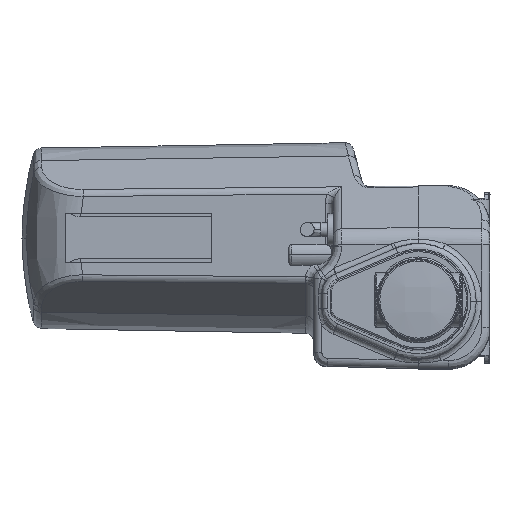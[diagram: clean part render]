
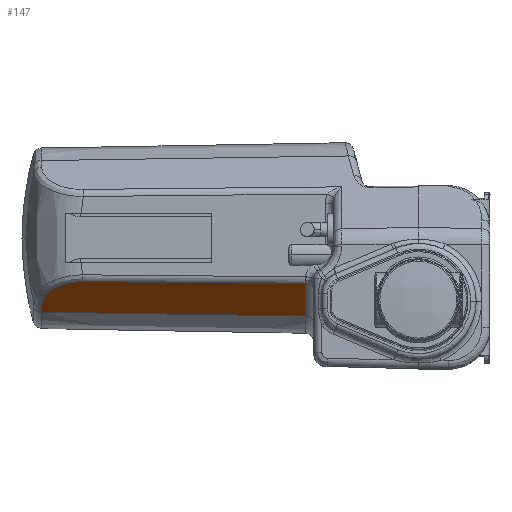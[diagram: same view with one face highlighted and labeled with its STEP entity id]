
A CAD part, top view. The second image highlights one B-rep face of the part: STEP entity #147.
In plain terms, the highlighted planar face has unit normal (-0.018, -0.819, 0.574).
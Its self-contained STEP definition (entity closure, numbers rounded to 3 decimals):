
#147 = ADVANCED_FACE ( 'NONE', ( #21943 ), #13235, .T. ) ;
#1198 = DIRECTION ( 'NONE',  ( -1., 0.014, -0.01 ) ) ;
#1250 = CARTESIAN_POINT ( 'NONE',  ( 0., -5.824, 58.704 ) ) ;
#4701 = B_SPLINE_CURVE_WITH_KNOTS ( 'NONE', 3,
 ( #15297, #15292, #15325, #15288, #15326, #15327, #15330, #15332, #15333, #15334, #15335, #15276, #15278, #15280, #15282, #15283, #15286, #15289, #15290, #15291, #15293, #15294, #15389, #15367, #15359, #15374, #15379, #15363, #15354, #15396, #15380, #15344, #15360, #15345, #15337, #15378, #15348, #15390, #15362, #15368, #15394, #15387, #15353, #15355, #15346, #15339, #15371, #15375, #15369, #15388 ),
 .UNSPECIFIED., .F., .F.,
 ( 4, 1, 2, 2, 1, 1, 2, 2, 1, 1, 1, 2, 2, 1, 1, 1, 2, 2, 1, 1, 1, 2, 2, 1, 1, 1, 2, 2, 1, 1, 1, 2, 2, 4 ),
 ( 0., 0.062, 0.094, 0.125, 0.187, 0.219, 0.234, 0.25, 0.312, 0.344, 0.359, 0.367, 0.375, 0.437, 0.469, 0.484, 0.492, 0.5, 0.562, 0.594, 0.609, 0.617, 0.625, 0.687, 0.719, 0.734, 0.742, 0.75, 0.812, 0.844, 0.859, 0.867, 0.875, 1. ),
 .UNSPECIFIED. ) ;
#10452 = EDGE_CURVE ( 'NONE', #26708, #26772, #23507, .T. ) ;
#13235 = PLANE ( 'NONE',  #25999 ) ;
#13262 = CARTESIAN_POINT ( 'NONE',  ( 0., 7., 77. ) ) ;
#13278 = DIRECTION ( 'NONE',  ( 0., -0.574, -0.819 ) ) ;
#13280 = DIRECTION ( 'NONE',  ( -0.017, -0.819, 0.574 ) ) ;
#15053 = CARTESIAN_POINT ( 'NONE',  ( -136.805, -2.201, 59.713 ) ) ;
#15060 = CARTESIAN_POINT ( 'NONE',  ( -40.948, 6.476, 75.007 ) ) ;
#15124 = CARTESIAN_POINT ( 'NONE',  ( -136.846, -3.312, 58.126 ) ) ;
#15125 = CARTESIAN_POINT ( 'NONE',  ( -136.846, -3.868, 57.333 ) ) ;
#15135 = CARTESIAN_POINT ( 'NONE',  ( -136.832, -2.756, 58.92 ) ) ;
#15147 = DIRECTION ( 'NONE',  ( -1., 0.009, -0.017 ) ) ;
#15276 = CARTESIAN_POINT ( 'NONE',  ( -127.754, 6.513, 72.419 ) ) ;
#15278 = CARTESIAN_POINT ( 'NONE',  ( -128.331, 6.358, 72.181 ) ) ;
#15280 = CARTESIAN_POINT ( 'NONE',  ( -129.004, 6.15, 71.865 ) ) ;
#15282 = CARTESIAN_POINT ( 'NONE',  ( -129.755, 5.87, 71.442 ) ) ;
#15283 = CARTESIAN_POINT ( 'NONE',  ( -130.122, 5.72, 71.217 ) ) ;
#15286 = CARTESIAN_POINT ( 'NONE',  ( -130.277, 5.654, 71.118 ) ) ;
#15288 = CARTESIAN_POINT ( 'NONE',  ( -123.932, 7.144, 73.436 ) ) ;
#15289 = CARTESIAN_POINT ( 'NONE',  ( -130.38, 5.609, 71.051 ) ) ;
#15290 = CARTESIAN_POINT ( 'NONE',  ( -130.433, 5.586, 71.017 ) ) ;
#15291 = CARTESIAN_POINT ( 'NONE',  ( -130.884, 5.386, 70.717 ) ) ;
#15292 = CARTESIAN_POINT ( 'NONE',  ( -122.39, 7.216, 73.586 ) ) ;
#15293 = CARTESIAN_POINT ( 'NONE',  ( -131.461, 5.1, 70.291 ) ) ;
#15294 = CARTESIAN_POINT ( 'NONE',  ( -132.092, 4.734, 69.75 ) ) ;
#15297 = CARTESIAN_POINT ( 'NONE',  ( -121.867, 7.211, 73.595 ) ) ;
#15325 = CARTESIAN_POINT ( 'NONE',  ( -123.167, 7.198, 73.537 ) ) ;
#15326 = CARTESIAN_POINT ( 'NONE',  ( -124.439, 7.099, 73.358 ) ) ;
#15327 = CARTESIAN_POINT ( 'NONE',  ( -124.69, 7.073, 73.313 ) ) ;
#15330 = CARTESIAN_POINT ( 'NONE',  ( -125.449, 6.981, 73.159 ) ) ;
#15332 = CARTESIAN_POINT ( 'NONE',  ( -126.195, 6.865, 72.97 ) ) ;
#15333 = CARTESIAN_POINT ( 'NONE',  ( -127.04, 6.688, 72.691 ) ) ;
#15334 = CARTESIAN_POINT ( 'NONE',  ( -127.397, 6.602, 72.558 ) ) ;
#15335 = CARTESIAN_POINT ( 'NONE',  ( -127.634, 6.543, 72.467 ) ) ;
#15337 = CARTESIAN_POINT ( 'NONE',  ( -135.038, 2.251, 66.118 ) ) ;
#15339 = CARTESIAN_POINT ( 'NONE',  ( -136.467, -0.357, 62.354 ) ) ;
#15344 = CARTESIAN_POINT ( 'NONE',  ( -134.383, 2.96, 67.149 ) ) ;
#15345 = CARTESIAN_POINT ( 'NONE',  ( -134.695, 2.641, 66.686 ) ) ;
#15346 = CARTESIAN_POINT ( 'NONE',  ( -136.443, -0.283, 62.461 ) ) ;
#15348 = CARTESIAN_POINT ( 'NONE',  ( -135.553, 1.533, 65.078 ) ) ;
#15353 = CARTESIAN_POINT ( 'NONE',  ( -136.312, 0.084, 62.988 ) ) ;
#15354 = CARTESIAN_POINT ( 'NONE',  ( -133.984, 3.344, 67.709 ) ) ;
#15355 = CARTESIAN_POINT ( 'NONE',  ( -136.405, -0.172, 62.619 ) ) ;
#15359 = CARTESIAN_POINT ( 'NONE',  ( -132.611, 4.402, 69.261 ) ) ;
#15360 = CARTESIAN_POINT ( 'NONE',  ( -134.417, 2.926, 67.1 ) ) ;
#15362 = CARTESIAN_POINT ( 'NONE',  ( -135.665, 1.358, 64.825 ) ) ;
#15363 = CARTESIAN_POINT ( 'NONE',  ( -133.489, 3.776, 68.341 ) ) ;
#15367 = CARTESIAN_POINT ( 'NONE',  ( -132.526, 4.459, 69.344 ) ) ;
#15368 = CARTESIAN_POINT ( 'NONE',  ( -135.687, 1.322, 64.773 ) ) ;
#15369 = CARTESIAN_POINT ( 'NONE',  ( -136.775, -1.598, 60.574 ) ) ;
#15371 = CARTESIAN_POINT ( 'NONE',  ( -136.479, -0.395, 62.3 ) ) ;
#15374 = CARTESIAN_POINT ( 'NONE',  ( -132.655, 4.373, 69.219 ) ) ;
#15375 = CARTESIAN_POINT ( 'NONE',  ( -136.67, -1.008, 61.419 ) ) ;
#15378 = CARTESIAN_POINT ( 'NONE',  ( -135.39, 1.775, 65.429 ) ) ;
#15379 = CARTESIAN_POINT ( 'NONE',  ( -133.024, 4.124, 68.851 ) ) ;
#15380 = CARTESIAN_POINT ( 'NONE',  ( -134.318, 3.025, 67.244 ) ) ;
#15387 = CARTESIAN_POINT ( 'NONE',  ( -136.101, 0.589, 63.715 ) ) ;
#15388 = CARTESIAN_POINT ( 'NONE',  ( -136.805, -2.201, 59.713 ) ) ;
#15389 = CARTESIAN_POINT ( 'NONE',  ( -132.397, 4.542, 69.467 ) ) ;
#15390 = CARTESIAN_POINT ( 'NONE',  ( -135.62, 1.428, 64.926 ) ) ;
#15394 = CARTESIAN_POINT ( 'NONE',  ( -135.877, 1.011, 64.324 ) ) ;
#15396 = CARTESIAN_POINT ( 'NONE',  ( -134.22, 3.121, 67.385 ) ) ;
#15412 = CARTESIAN_POINT ( 'NONE',  ( -40.948, 7.585, 76.59 ) ) ;
#15457 = DIRECTION ( 'NONE',  ( 0., 0.574, 0.819 ) ) ;
#20004 = CARTESIAN_POINT ( 'NONE',  ( -40.948, 6.476, 75.007 ) ) ;
#20069 = CARTESIAN_POINT ( 'NONE',  ( -121.867, 7.211, 73.595 ) ) ;
#20090 = CARTESIAN_POINT ( 'NONE',  ( -136.805, -2.201, 59.713 ) ) ;
#20293 = CARTESIAN_POINT ( 'NONE',  ( -40.948, -5.239, 58.294 ) ) ;
#20344 = CARTESIAN_POINT ( 'NONE',  ( -136.846, -3.868, 57.333 ) ) ;
#21745 = EDGE_LOOP ( 'NONE', ( #30336, #30287, #30294, #30293, #30313 ) ) ;
#21943 = FACE_OUTER_BOUND ( 'NONE', #21745, .T. ) ;
#23496 = VECTOR ( 'NONE', #1198, 1000. ) ;
#23507 = LINE ( 'NONE', #1250, #23496 ) ;
#25476 = B_SPLINE_CURVE_WITH_KNOTS ( 'NONE', 3,
 ( #15053, #15135, #15124, #15125 ),
 .UNSPECIFIED., .F., .F.,
 ( 4, 4 ),
 ( 0., 1. ),
 .UNSPECIFIED. ) ;
#25797 = EDGE_CURVE ( 'NONE', #26468, #26772, #25476, .T. ) ;
#25798 = EDGE_CURVE ( 'NONE', #26418, #26502, #30567, .T. ) ;
#25815 = EDGE_CURVE ( 'NONE', #26502, #26468, #4701, .T. ) ;
#25818 = EDGE_CURVE ( 'NONE', #26708, #26418, #30605, .T. ) ;
#25999 = AXIS2_PLACEMENT_3D ( 'NONE', #13262, #13280, #13278 ) ;
#26418 = VERTEX_POINT ( 'NONE', #20004 ) ;
#26468 = VERTEX_POINT ( 'NONE', #20090 ) ;
#26502 = VERTEX_POINT ( 'NONE', #20069 ) ;
#26708 = VERTEX_POINT ( 'NONE', #20293 ) ;
#26772 = VERTEX_POINT ( 'NONE', #20344 ) ;
#30287 = ORIENTED_EDGE ( 'NONE', *, *, #25797, .T. ) ;
#30293 = ORIENTED_EDGE ( 'NONE', *, *, #25818, .T. ) ;
#30294 = ORIENTED_EDGE ( 'NONE', *, *, #10452, .F. ) ;
#30313 = ORIENTED_EDGE ( 'NONE', *, *, #25798, .T. ) ;
#30336 = ORIENTED_EDGE ( 'NONE', *, *, #25815, .T. ) ;
#30567 = LINE ( 'NONE', #15060, #30585 ) ;
#30568 = VECTOR ( 'NONE', #15457, 1000. ) ;
#30585 = VECTOR ( 'NONE', #15147, 1000. ) ;
#30605 = LINE ( 'NONE', #15412, #30568 ) ;
